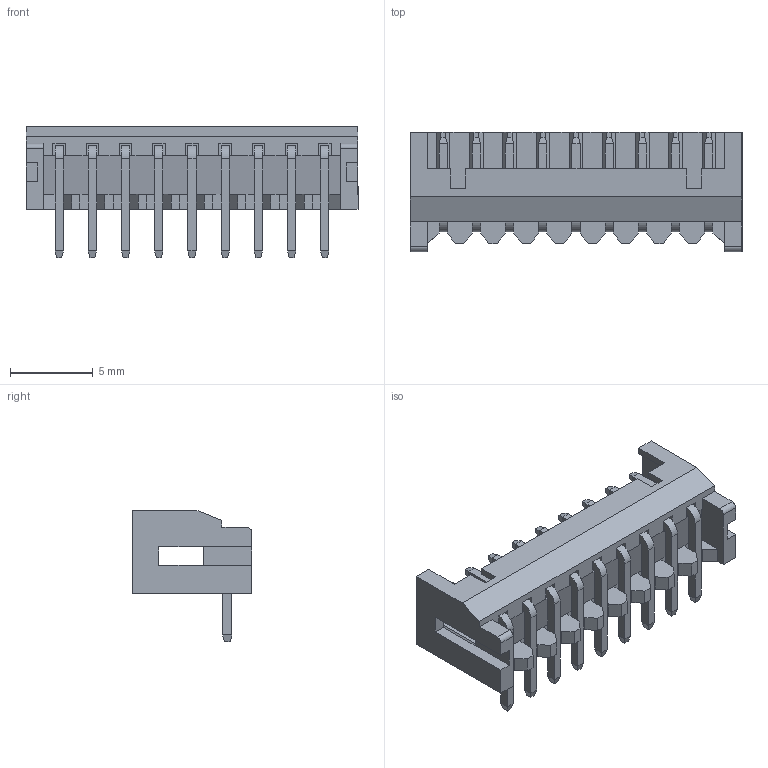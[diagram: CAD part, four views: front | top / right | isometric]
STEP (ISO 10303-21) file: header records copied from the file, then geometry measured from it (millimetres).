
FILE_DESCRIPTION (( 'STEP AP203' ), '1' );
FILE_NAME ('CONNMDF3A9P2DS()_CONNMDF3A9P2DS_Default_sldprt.STEP', '2016-06-02T17:07:48', ( 'Shusen Zhang' ), ( 'MathWorks' ), 'SwSTEP 2.0', 'SolidWorks 2015', '' );
FILE_SCHEMA (( 'CONFIG_CONTROL_DESIGN' ));
Length unit declared in the file: millimetre
Products named in the file (1): CONNMDF3A9P2DS()_CONNMDF3A9P2DS_Default_sldprt
Bounding box: 20 x 7.2 x 7.9 mm (x, y, z)
Volume: 247 mm3; surface area: 851.7 mm2
Topology: 1 solids, 1 shells, 427 faces, 1213 edges, 748 vertices
Faces by surface type: plane 398, cylinder 29
Entity records: 13582 total; most frequent: ORIENTED_EDGE 2426, CARTESIAN_POINT 2389, DIRECTION 2127, EDGE_CURVE 1213, LINE 1155, VECTOR 1155, VERTEX_POINT 748, AXIS2_PLACEMENT_3D 486
